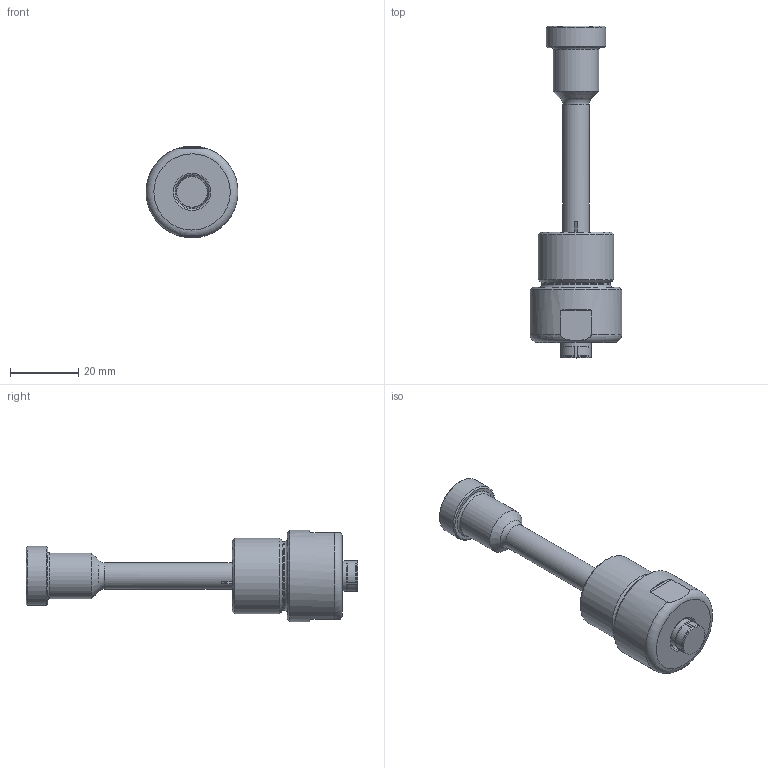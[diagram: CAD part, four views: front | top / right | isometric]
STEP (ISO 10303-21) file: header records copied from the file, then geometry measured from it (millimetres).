
FILE_DESCRIPTION(/* description */ (''),/* implementation_level */ '2;1');
FILE_NAME(/* name */ '99-7930_CLR.stp',/* time_stamp */ '2017-10-02T13:45:57-04:00',/* author */ (''),/* organization */ (''),/* preprocessor_version */ 'ST-DEVELOPER v15',/* originating_system */ 'SIEMENS PLM Software NX 9.0',/* authorisation */ '');
FILE_SCHEMA (('CONFIG_CONTROL_DESIGN'));
Length unit declared in the file: inch
Products named in the file (1): 99-7930.prt_stp
Bounding box: 26.9 x 97.29 x 26.89 mm (x, y, z)
Volume: 20784.3 mm3; surface area: 6022.2 mm2
Topology: 1 solids, 1 shells, 57 faces, 136 edges, 88 vertices
Faces by surface type: plane 23, cylinder 15, torus 10, cone 9
Full cylindrical faces by diameter (mm): 7.747 x1, 8.948 x1, 13.398 x1, 17.335 x1, 20.244 x1, 22.225 x1, 26.924 x1
Entity records: 1660 total; most frequent: CARTESIAN_POINT 397, DIRECTION 249, ORIENTED_EDGE 210, AXIS2_PLACEMENT_3D 107, EDGE_CURVE 105, EDGE_LOOP 85, VERTEX_POINT 78, ADVANCED_FACE 57
